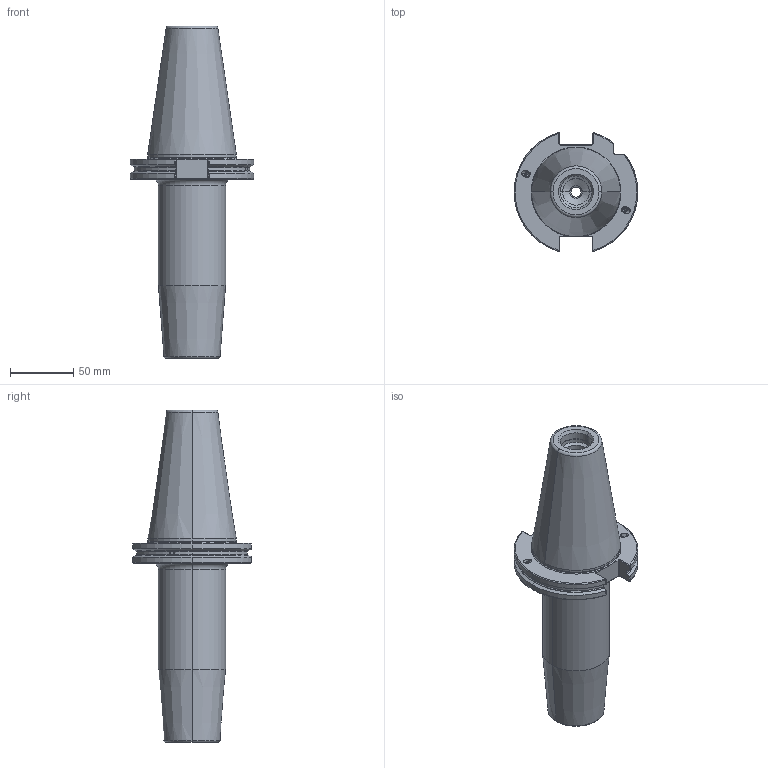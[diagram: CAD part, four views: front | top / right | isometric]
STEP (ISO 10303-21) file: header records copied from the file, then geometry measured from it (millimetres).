
FILE_DESCRIPTION (( 'STEP AP214' ), '1' );
FILE_NAME ('99.502.032 x=160_step.STEP', '2020-02-06T10:06:29', ( '' ), ( '' ), 'SwSTEP 2.0', 'SolidWorks 2018', '' );
FILE_SCHEMA (( 'AUTOMOTIVE_DESIGN' ));
Length unit declared in the file: millimetre
Products named in the file (1): 99.502.032 x=160_step
Bounding box: 97.45 x 93.7 x 261.6 mm (x, y, z)
Volume: 556169.2 mm3; surface area: 76587.9 mm2
Topology: 6 solids, 6 shells, 278 faces, 667 edges, 395 vertices
Faces by surface type: cone 84, cylinder 77, plane 75, torus 34, bspline 8
Entity records: 12887 total; most frequent: CARTESIAN_POINT 3436, DIRECTION 1327, ORIENTED_EDGE 1310, EDGE_CURVE 655, AXIS2_PLACEMENT_3D 521, VERTEX_POINT 395, EDGE_LOOP 296, UNCERTAINTY_MEASURE_WITH_UNIT 286
